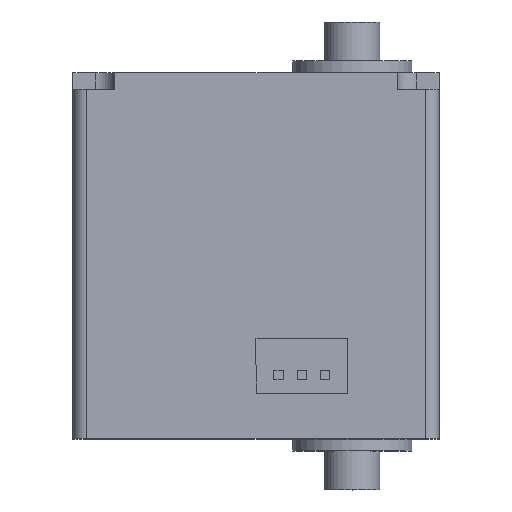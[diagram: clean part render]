
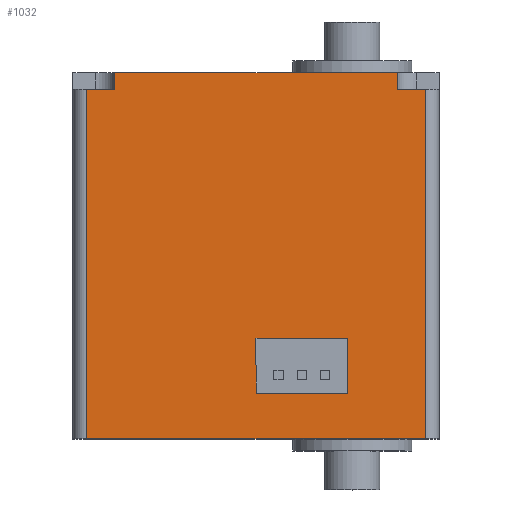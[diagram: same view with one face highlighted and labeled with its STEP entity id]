
A CAD part, top view. The second image highlights one B-rep face of the part: STEP entity #1032.
In plain terms, the highlighted planar face has unit normal (0, 0, 1).
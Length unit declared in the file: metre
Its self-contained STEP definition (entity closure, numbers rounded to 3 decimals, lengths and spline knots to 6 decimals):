
#288=ORIENTED_EDGE('',*,*,#380,.F.);
#289=ORIENTED_EDGE('',*,*,#387,.F.);
#290=ORIENTED_EDGE('',*,*,#385,.F.);
#291=ORIENTED_EDGE('',*,*,#383,.F.);
#292=ORIENTED_EDGE('',*,*,#426,.F.);
#293=ORIENTED_EDGE('',*,*,#433,.T.);
#294=ORIENTED_EDGE('',*,*,#474,.F.);
#295=ORIENTED_EDGE('',*,*,#448,.F.);
#296=ORIENTED_EDGE('',*,*,#441,.F.);
#297=ORIENTED_EDGE('',*,*,#465,.T.);
#298=ORIENTED_EDGE('',*,*,#459,.T.);
#299=ORIENTED_EDGE('',*,*,#464,.T.);
#380=EDGE_CURVE('',#504,#505,#612,.T.);
#383=EDGE_CURVE('',#505,#506,#615,.T.);
#385=EDGE_CURVE('',#506,#507,#617,.T.);
#387=EDGE_CURVE('',#507,#504,#619,.T.);
#426=EDGE_CURVE('',#540,#541,#642,.T.);
#433=EDGE_CURVE('',#540,#545,#647,.T.);
#441=EDGE_CURVE('',#552,#553,#652,.T.);
#448=EDGE_CURVE('',#553,#557,#659,.T.);
#459=EDGE_CURVE('',#568,#567,#662,.T.);
#464=EDGE_CURVE('',#567,#541,#665,.T.);
#465=EDGE_CURVE('',#552,#568,#666,.T.);
#474=EDGE_CURVE('',#557,#545,#674,.T.);
#504=VERTEX_POINT('',#1520);
#505=VERTEX_POINT('',#1521);
#506=VERTEX_POINT('',#1526);
#507=VERTEX_POINT('',#1530);
#540=VERTEX_POINT('',#1617);
#541=VERTEX_POINT('',#1619);
#545=VERTEX_POINT('',#1631);
#552=VERTEX_POINT('',#1648);
#553=VERTEX_POINT('',#1650);
#557=VERTEX_POINT('',#1661);
#567=VERTEX_POINT('',#1685);
#568=VERTEX_POINT('',#1687);
#612=LINE('',#1519,#716);
#615=LINE('',#1525,#719);
#617=LINE('',#1529,#721);
#619=LINE('',#1533,#723);
#642=LINE('',#1618,#746);
#647=LINE('',#1632,#751);
#652=LINE('',#1649,#756);
#659=LINE('',#1663,#763);
#662=LINE('',#1686,#766);
#665=LINE('',#1695,#769);
#666=LINE('',#1697,#770);
#674=LINE('',#1710,#778);
#716=VECTOR('',#1223,1.);
#719=VECTOR('',#1228,1.);
#721=VECTOR('',#1232,1.);
#723=VECTOR('',#1236,1.);
#746=VECTOR('',#1317,1.);
#751=VECTOR('',#1330,1.);
#756=VECTOR('',#1345,1.);
#763=VECTOR('',#1356,1.);
#766=VECTOR('',#1379,1.);
#769=VECTOR('',#1388,1.);
#770=VECTOR('',#1391,1.);
#778=VECTOR('',#1407,1.);
#841=EDGE_LOOP('',(#288,#289,#290,#291));
#842=EDGE_LOOP('',(#292,#293,#294,#295,#296,#297,#298,#299));
#923=FACE_BOUND('',#841,.T.);
#924=FACE_BOUND('',#842,.T.);
#982=PLANE('',#1135);
#1032=ADVANCED_FACE('',(#923,#924),#982,.F.);
#1135=AXIS2_PLACEMENT_3D('',#1712,#1409,#1410);
#1223=DIRECTION('',(1.,0.,0.));
#1228=DIRECTION('',(0.,1.,0.));
#1232=DIRECTION('',(-1.,0.,0.));
#1236=DIRECTION('',(0.,-1.,0.));
#1317=DIRECTION('',(1.,0.,0.));
#1330=DIRECTION('',(0.,1.,0.));
#1345=DIRECTION('',(1.,0.,0.));
#1356=DIRECTION('',(0.,1.,0.));
#1379=DIRECTION('',(1.,0.,0.));
#1388=DIRECTION('',(0.,1.,0.));
#1391=DIRECTION('',(0.,-1.,0.));
#1407=DIRECTION('',(1.,0.,0.));
#1409=DIRECTION('',(0.,0.,-1.));
#1410=DIRECTION('',(-1.,0.,0.));
#1519=CARTESIAN_POINT('',(0.,-0.015,0.01));
#1520=CARTESIAN_POINT('',(0.,-0.015,0.01));
#1521=CARTESIAN_POINT('',(0.01,-0.015,0.01));
#1525=CARTESIAN_POINT('',(0.01,-0.009,0.01));
#1526=CARTESIAN_POINT('',(0.01,-0.009,0.01));
#1529=CARTESIAN_POINT('',(0.,-0.009,0.01));
#1530=CARTESIAN_POINT('',(0.,-0.009,0.01));
#1533=CARTESIAN_POINT('',(0.,-0.009,0.01));
#1617=CARTESIAN_POINT('',(0.0154,0.0182,0.01));
#1618=CARTESIAN_POINT('',(0.,0.0182,0.01));
#1619=CARTESIAN_POINT('',(0.0185,0.0182,0.01));
#1631=CARTESIAN_POINT('',(0.0154,0.02,0.01));
#1632=CARTESIAN_POINT('',(0.0154,0.0182,0.01));
#1648=CARTESIAN_POINT('',(-0.0185,0.0182,0.01));
#1649=CARTESIAN_POINT('',(0.,0.0182,0.01));
#1650=CARTESIAN_POINT('',(-0.0154,0.0182,0.01));
#1661=CARTESIAN_POINT('',(-0.0154,0.02,0.01));
#1663=CARTESIAN_POINT('',(-0.0154,0.0182,0.01));
#1685=CARTESIAN_POINT('',(0.0185,-0.02,0.01));
#1686=CARTESIAN_POINT('',(-0.02,-0.02,0.01));
#1687=CARTESIAN_POINT('',(-0.0185,-0.02,0.01));
#1695=CARTESIAN_POINT('',(0.0185,0.02,0.01));
#1697=CARTESIAN_POINT('',(-0.0185,0.02,0.01));
#1710=CARTESIAN_POINT('',(-0.02,0.02,0.01));
#1712=CARTESIAN_POINT('',(-0.02,0.02,0.01));
